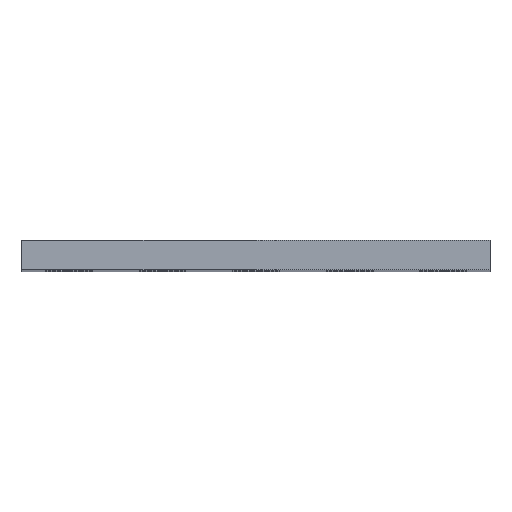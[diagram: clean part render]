
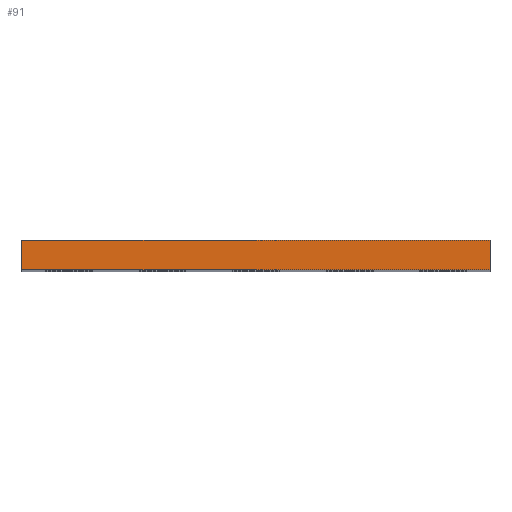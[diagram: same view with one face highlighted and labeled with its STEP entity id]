
A CAD part, top view. The second image highlights one B-rep face of the part: STEP entity #91.
In plain terms, the highlighted planar face has unit normal (0, 0, 1).
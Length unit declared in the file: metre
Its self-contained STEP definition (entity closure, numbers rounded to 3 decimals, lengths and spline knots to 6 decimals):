
#91 = ADVANCED_FACE( 'NONE', ( #236 ), #237, .F. );
#236 = FACE_OUTER_BOUND( '', #591, .T. );
#237 = PLANE( '', #592 );
#591 = EDGE_LOOP( '', ( #946, #947, #948, #949 ) );
#592 = AXIS2_PLACEMENT_3D( '', #950, #951, #952 );
#946 = ORIENTED_EDGE( '', *, *, #1425, .T. );
#947 = ORIENTED_EDGE( '', *, *, #1426, .F. );
#948 = ORIENTED_EDGE( '', *, *, #1427, .F. );
#949 = ORIENTED_EDGE( '', *, *, #1428, .T. );
#950 = CARTESIAN_POINT( '', ( -0.004, 0.0025, 0.084 ) );
#951 = DIRECTION( '', ( 0., 0., -1. ) );
#952 = DIRECTION( '', ( 0., -1., 0. ) );
#1425 = EDGE_CURVE( 'NONE', #1614, #1615, #1616, .T. );
#1426 = EDGE_CURVE( 'NONE', #1617, #1615, #1618, .T. );
#1427 = EDGE_CURVE( 'NONE', #1619, #1617, #1620, .T. );
#1428 = EDGE_CURVE( 'NONE', #1619, #1614, #1621, .T. );
#1614 = VERTEX_POINT( 'NONE', #1915 );
#1615 = VERTEX_POINT( 'NONE', #1916 );
#1616 = LINE( '', #1917, #1918 );
#1617 = VERTEX_POINT( 'NONE', #1919 );
#1618 = LINE( '', #1920, #1921 );
#1619 = VERTEX_POINT( 'NONE', #1922 );
#1620 = LINE( '', #1923, #1924 );
#1621 = LINE( '', #1925, #1926 );
#1915 = CARTESIAN_POINT( '', ( -0.004, 0., 0.084 ) );
#1916 = CARTESIAN_POINT( '', ( 0.036, 0., 0.084 ) );
#1917 = CARTESIAN_POINT( '', ( -0.004, 0., 0.084 ) );
#1918 = VECTOR( '', #2230, 1. );
#1919 = CARTESIAN_POINT( '', ( 0.036, 0.0025, 0.084 ) );
#1920 = CARTESIAN_POINT( '', ( 0.036, 0.0025, 0.084 ) );
#1921 = VECTOR( '', #2231, 1. );
#1922 = CARTESIAN_POINT( '', ( -0.004, 0.0025, 0.084 ) );
#1923 = CARTESIAN_POINT( '', ( -0.004, 0.0025, 0.084 ) );
#1924 = VECTOR( '', #2232, 1. );
#1925 = CARTESIAN_POINT( '', ( -0.004, 0.0025, 0.084 ) );
#1926 = VECTOR( '', #2233, 1. );
#2230 = DIRECTION( '', ( 1., 0., 0. ) );
#2231 = DIRECTION( '', ( 0., -1., 0. ) );
#2232 = DIRECTION( '', ( 1., 0., 0. ) );
#2233 = DIRECTION( '', ( 0., -1., 0. ) );
